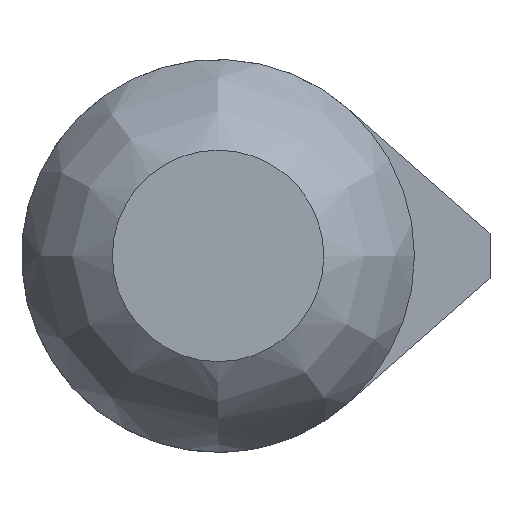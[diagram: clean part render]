
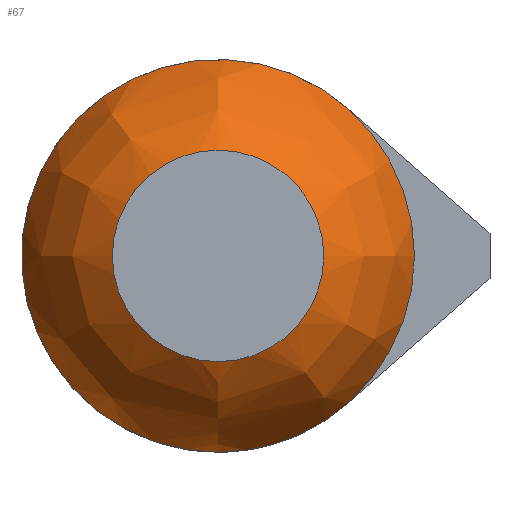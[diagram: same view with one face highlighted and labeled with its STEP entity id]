
A CAD part, front view. The second image highlights one B-rep face of the part: STEP entity #67.
In plain terms, the highlighted free-form (B-spline) face has degree [3, 3] with [4, 7] control points.
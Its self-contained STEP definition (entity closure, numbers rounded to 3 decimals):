
#67 = ADVANCED_FACE( '', ( #141, #142 ), #143, .T. );
#141 = FACE_OUTER_BOUND( '', #254, .T. );
#142 = FACE_OUTER_BOUND( '', #255, .T. );
#143 = ( BOUNDED_SURFACE(  )B_SPLINE_SURFACE( 3, 3, ( ( #258, #259, #260, #261, #262, #263, #264 ), ( #265, #266, #267, #268, #269, #270, #271 ), ( #272, #273, #274, #275, #276, #277, #278 ), ( #279, #280, #281, #282, #283, #284, #285 ) ), .UNSPECIFIED., .F., .T., .F. )B_SPLINE_SURFACE_WITH_KNOTS( ( 4, 4 ), ( 4, 3, 4 ), ( 0., 6.283 ), ( 0.263, 0.675, 1.086 ), .UNSPECIFIED. )GEOMETRIC_REPRESENTATION_ITEM(  )RATIONAL_B_SPLINE_SURFACE( ( ( 1., 0.333, 0.333, 1., 0.333, 0.333, 1. ), ( 0.944, 0.315, 0.315, 0.944, 0.315, 0.315, 0.944 ), ( 0.944, 0.315, 0.315, 0.944, 0.315, 0.315, 0.944 ), ( 1., 0.333, 0.333, 1., 0.333, 0.333, 1. ) ) )REPRESENTATION_ITEM( '' )SURFACE(  ) );
#254 = EDGE_LOOP( '', ( #402, #403 ) );
#255 = EDGE_LOOP( '', ( #404 ) );
#258 = CARTESIAN_POINT( '', ( 0., -39., -3.5 ) );
#259 = CARTESIAN_POINT( '', ( 7., -39., -3.5 ) );
#260 = CARTESIAN_POINT( '', ( 7., -39., 3.5 ) );
#261 = CARTESIAN_POINT( '', ( 0., -39., 3.5 ) );
#262 = CARTESIAN_POINT( '', ( -7., -39., 3.5 ) );
#263 = CARTESIAN_POINT( '', ( -7., -39., -3.5 ) );
#264 = CARTESIAN_POINT( '', ( 0., -39., -3.5 ) );
#265 = CARTESIAN_POINT( '', ( 0., -38.211, -5. ) );
#266 = CARTESIAN_POINT( '', ( 10.001, -38.211, -5. ) );
#267 = CARTESIAN_POINT( '', ( 10.001, -38.211, 5. ) );
#268 = CARTESIAN_POINT( '', ( 0., -38.211, 5. ) );
#269 = CARTESIAN_POINT( '', ( -10.001, -38.211, 5. ) );
#270 = CARTESIAN_POINT( '', ( -10.001, -38.211, -5. ) );
#271 = CARTESIAN_POINT( '', ( 0., -38.211, -5. ) );
#272 = CARTESIAN_POINT( '', ( 0., -36.887, -6.059 ) );
#273 = CARTESIAN_POINT( '', ( 12.119, -36.887, -6.059 ) );
#274 = CARTESIAN_POINT( '', ( 12.119, -36.887, 6.059 ) );
#275 = CARTESIAN_POINT( '', ( 0., -36.887, 6.059 ) );
#276 = CARTESIAN_POINT( '', ( -12.119, -36.887, 6.059 ) );
#277 = CARTESIAN_POINT( '', ( -12.119, -36.887, -6.059 ) );
#278 = CARTESIAN_POINT( '', ( 0., -36.887, -6.059 ) );
#279 = CARTESIAN_POINT( '', ( 0., -35.25, -6.5 ) );
#280 = CARTESIAN_POINT( '', ( 13., -35.25, -6.5 ) );
#281 = CARTESIAN_POINT( '', ( 13., -35.25, 6.5 ) );
#282 = CARTESIAN_POINT( '', ( 0., -35.25, 6.5 ) );
#283 = CARTESIAN_POINT( '', ( -13., -35.25, 6.5 ) );
#284 = CARTESIAN_POINT( '', ( -13., -35.25, -6.5 ) );
#285 = CARTESIAN_POINT( '', ( 0., -35.25, -6.5 ) );
#402 = ORIENTED_EDGE( '', *, *, #499, .F. );
#403 = ORIENTED_EDGE( '', *, *, #477, .F. );
#404 = ORIENTED_EDGE( '', *, *, #501, .F. );
#477 = EDGE_CURVE( '', #538, #540, #541, .T. );
#499 = EDGE_CURVE( '', #540, #538, #572, .T. );
#501 = EDGE_CURVE( '', #574, #574, #575, .T. );
#538 = VERTEX_POINT( '', #618 );
#540 = VERTEX_POINT( '', #621 );
#541 = CIRCLE( '', #622, 6.5 );
#572 = CIRCLE( '', #663, 6.5 );
#574 = VERTEX_POINT( '', #665 );
#575 = CIRCLE( '', #666, 3.5 );
#618 = CARTESIAN_POINT( '', ( 4.287, -35.25, -4.886 ) );
#621 = CARTESIAN_POINT( '', ( 4.287, -35.25, 4.886 ) );
#622 = AXIS2_PLACEMENT_3D( '', #710, #711, #712 );
#663 = AXIS2_PLACEMENT_3D( '', #738, #739, #740 );
#665 = CARTESIAN_POINT( '', ( 0., -39., -3.5 ) );
#666 = AXIS2_PLACEMENT_3D( '', #741, #742, #743 );
#710 = CARTESIAN_POINT( '', ( 0., -35.25, 0. ) );
#711 = DIRECTION( '', ( 0., 1., 0. ) );
#712 = DIRECTION( '', ( 1., 0., 0. ) );
#738 = CARTESIAN_POINT( '', ( 0., -35.25, 0. ) );
#739 = DIRECTION( '', ( 0., 1., 0. ) );
#740 = DIRECTION( '', ( 0., 0., 1. ) );
#741 = CARTESIAN_POINT( '', ( 0., -39., 0. ) );
#742 = DIRECTION( '', ( 0., -1., 0. ) );
#743 = DIRECTION( '', ( 0., 0., -1. ) );
